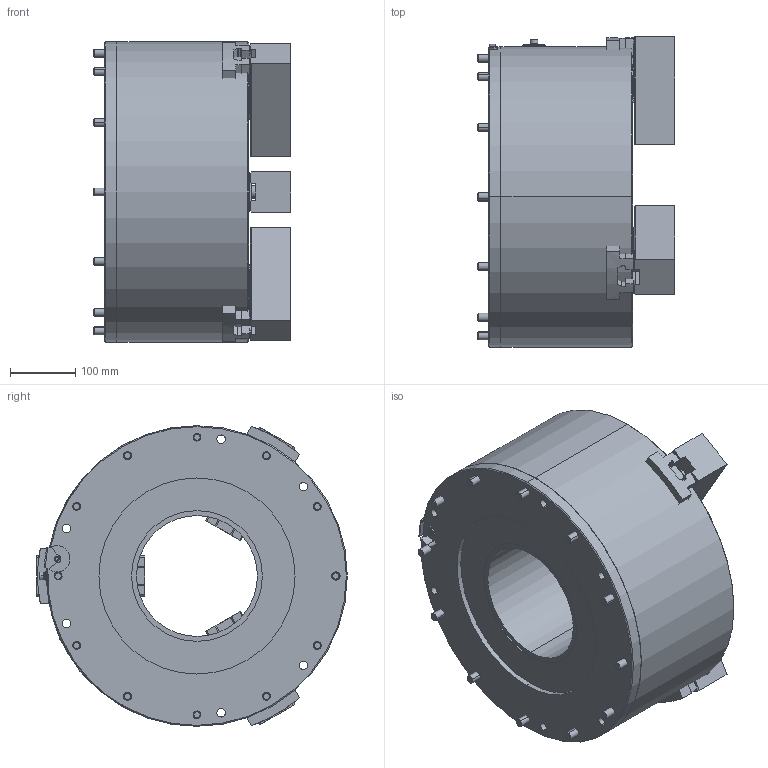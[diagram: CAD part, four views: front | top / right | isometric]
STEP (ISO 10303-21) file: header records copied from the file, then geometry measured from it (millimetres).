
FILE_DESCRIPTION (( 'STEP AP203' ), '1' );
FILE_NAME ('CF-APS-185.STEP', '2017-09-01T06:40:27', ( 'temp' ), ( '' ), 'SwSTEP 2.0', 'SolidWorks 2016', '' );
FILE_SCHEMA (( 'CONFIG_CONTROL_DESIGN' ));
Length unit declared in the file: millimetre
Products named in the file (15): CF-SJ-185_1; CF-APS-185-01000_1; 圓頭內六角螺栓_M12x160; CF-AP-185-15010_1; CF-APS-185; CF-AP-185-11000_1; CF-AP-185-17010_1; CF-APS-185-08000_1; CF-APS-185-09000_1; CF-APS-185-03000_1; 圓頭內六角螺栓_M4x20; CF-AP-185-07020_1; 圓頭內六角螺栓_M20x45; CF-APS-185-05000_1; 圓頭內六角螺栓_M8x16
Assembly tree (43 placements, depth 2):
  CF-APS-185
    CF-APS-185-01000_1
    CF-APS-185-03000_1  x3
    CF-AP-185-07020_1
    CF-APS-185-05000_1
    CF-SJ-185_1  x3
    CF-AP-185-15010_1
    CF-AP-185-11000_1
    CF-AP-185-17010_1  x2
    CF-APS-185-08000_1
    CF-APS-185-09000_1
    圓頭內六角螺栓_M4x20
    圓頭內六角螺栓_M20x45  x6
    圓頭內六角螺栓_M8x16  x9
    圓頭內六角螺栓_M12x160  x12
Bounding box: 301.7 x 475.23 x 460 mm (x, y, z)
Volume: 25939323.5 mm3; surface area: 1921752.2 mm2
Topology: 43 solids, 43 shells, 1368 faces, 3289 edges, 2056 vertices
Faces by surface type: plane 761, cylinder 361, cone 244, bspline 2
Entity records: 18495 total; most frequent: CARTESIAN_POINT 3126, DIRECTION 2907, ORIENTED_EDGE 2530, EDGE_CURVE 1265, AXIS2_PLACEMENT_3D 1119, VERTEX_POINT 820, VECTOR 669, LINE 669
